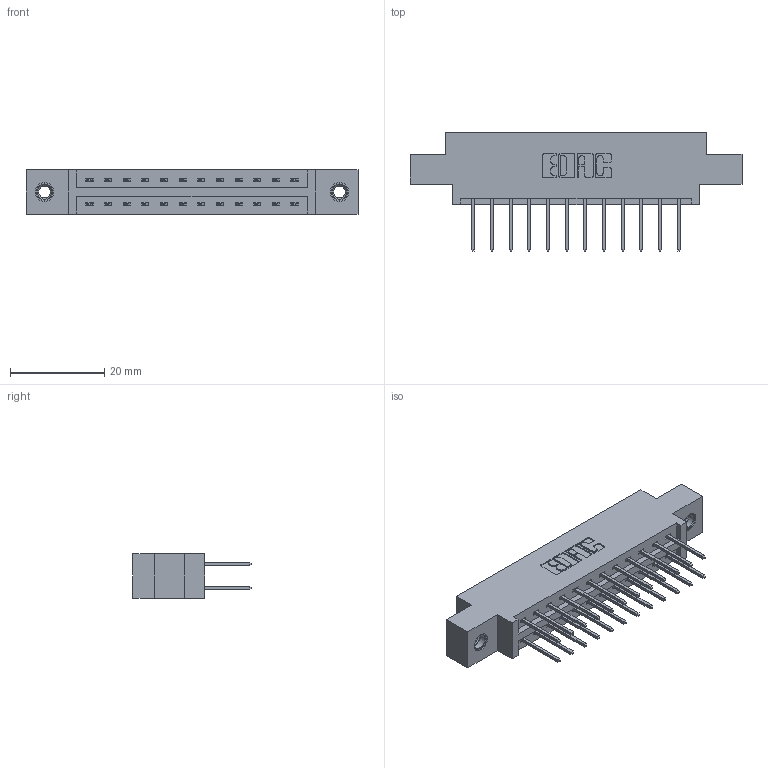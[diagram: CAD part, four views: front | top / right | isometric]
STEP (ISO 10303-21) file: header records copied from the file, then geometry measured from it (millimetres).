
FILE_DESCRIPTION (( 'STEP AP203' ), '1' );
FILE_NAME ('387-024-523-807.STEP', '2018-09-14T10:25:06', ( '' ), ( '' ), 'SwSTEP 2.0', 'SolidWorks 2016', '' );
FILE_SCHEMA (( 'CONFIG_CONTROL_DESIGN' ));
Length unit declared in the file: inch
Products named in the file (4): 345-292-001_345-293-123; 345-250-001_345-250-005-103; 387-024-523-807; 337 Part_0.170 Offset - 0.156 Dia-TI
Assembly tree (27 placements, depth 2):
  387-024-523-807
    337 Part_0.170 Offset - 0.156 Dia-TI
    345-292-001_345-293-123  x24
    345-250-001_345-250-005-103  x2
Bounding box: 70.56 x 25.15 x 9.4 mm (x, y, z)
Volume: 6955.1 mm3; surface area: 7948.9 mm2
Topology: 27 solids, 27 shells, 1474 faces, 4323 edges, 2842 vertices
Faces by surface type: plane 1018, cylinder 440, cone 12, torus 4
Entity records: 14520 total; most frequent: CARTESIAN_POINT 2453, ORIENTED_EDGE 2382, DIRECTION 2173, EDGE_CURVE 1191, LINE 1043, VECTOR 1043, VERTEX_POINT 788, AXIS2_PLACEMENT_3D 565
